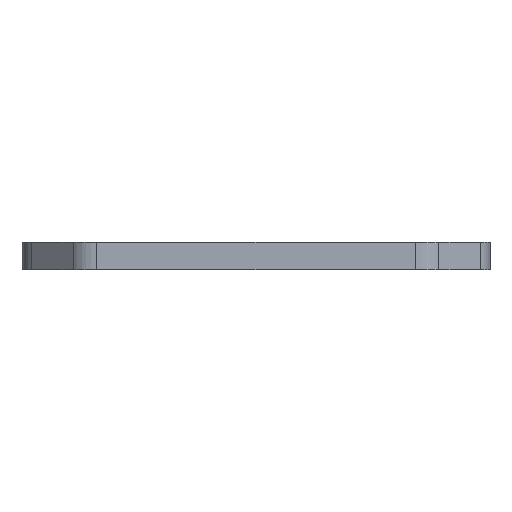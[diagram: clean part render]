
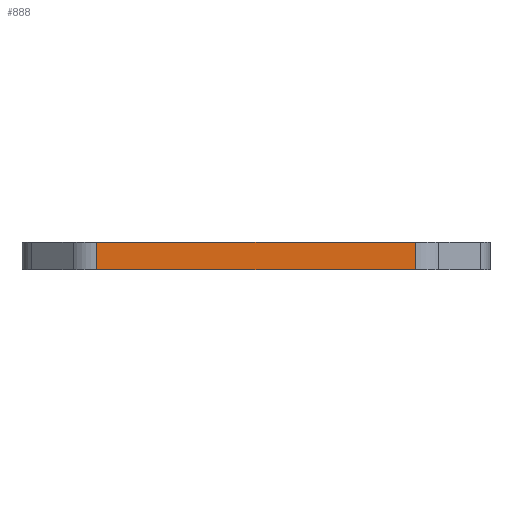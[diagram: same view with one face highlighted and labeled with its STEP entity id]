
A CAD part, front view. The second image highlights one B-rep face of the part: STEP entity #888.
In plain terms, the highlighted planar face has unit normal (0, -1, 0).
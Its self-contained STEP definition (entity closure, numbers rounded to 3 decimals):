
#77=FACE_OUTER_BOUND('',#128,.T.);
#128=EDGE_LOOP('',(#724,#725,#726,#727));
#213=LINE('',#1306,#288);
#260=LINE('',#1482,#335);
#261=LINE('',#1486,#336);
#262=LINE('',#1487,#337);
#288=VECTOR('',#1022,10.);
#335=VECTOR('',#1197,10.);
#336=VECTOR('',#1202,10.);
#337=VECTOR('',#1203,10.);
#364=VERTEX_POINT('',#1303);
#365=VERTEX_POINT('',#1305);
#430=VERTEX_POINT('',#1481);
#431=VERTEX_POINT('',#1485);
#452=EDGE_CURVE('',#364,#365,#213,.T.);
#540=EDGE_CURVE('',#430,#365,#260,.T.);
#542=EDGE_CURVE('',#431,#364,#261,.T.);
#543=EDGE_CURVE('',#430,#431,#262,.T.);
#724=ORIENTED_EDGE('',*,*,#542,.F.);
#725=ORIENTED_EDGE('',*,*,#543,.F.);
#726=ORIENTED_EDGE('',*,*,#540,.T.);
#727=ORIENTED_EDGE('',*,*,#452,.F.);
#856=PLANE('',#979);
#888=ADVANCED_FACE('',(#77),#856,.T.);
#979=AXIS2_PLACEMENT_3D('',#1484,#1200,#1201);
#1022=DIRECTION('',(1.,0.,0.));
#1197=DIRECTION('',(0.,0.,1.));
#1200=DIRECTION('center_axis',(0.,-1.,0.));
#1201=DIRECTION('ref_axis',(1.,0.,0.));
#1202=DIRECTION('',(0.,0.,1.));
#1203=DIRECTION('',(-1.,0.,0.));
#1303=CARTESIAN_POINT('',(-14.417,-21.15,0.55));
#1305=CARTESIAN_POINT('',(14.417,-21.15,0.55));
#1306=CARTESIAN_POINT('',(-7.208,-21.15,0.55));
#1481=CARTESIAN_POINT('',(14.417,-21.15,-1.95));
#1482=CARTESIAN_POINT('',(14.417,-21.15,-1.95));
#1484=CARTESIAN_POINT('Origin',(-14.417,-21.15,-1.95));
#1485=CARTESIAN_POINT('',(-14.417,-21.15,-1.95));
#1486=CARTESIAN_POINT('',(-14.417,-21.15,-1.95));
#1487=CARTESIAN_POINT('',(-7.208,-21.15,-1.95));
